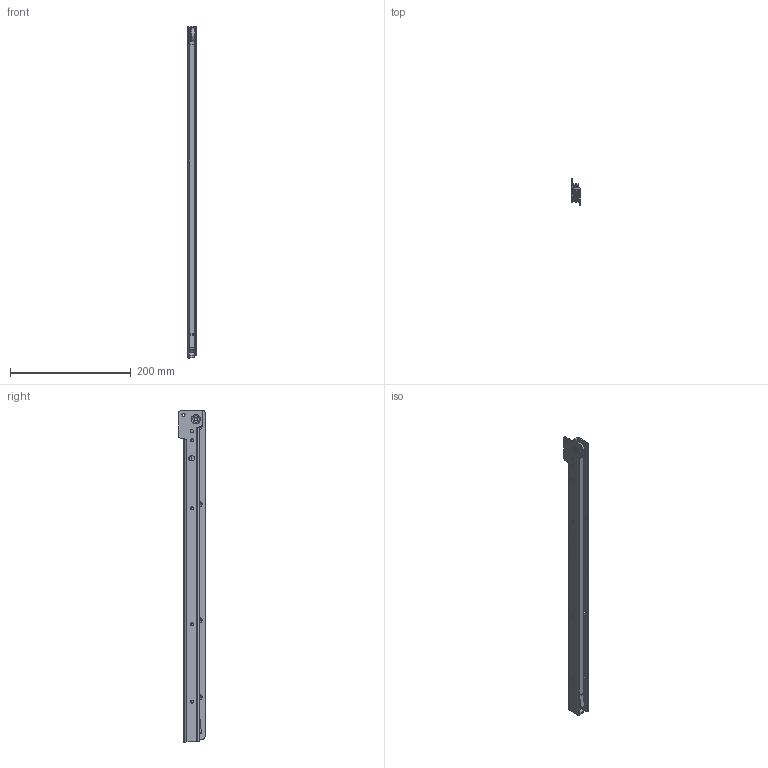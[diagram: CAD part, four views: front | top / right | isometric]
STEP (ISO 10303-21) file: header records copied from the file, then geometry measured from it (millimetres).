
FILE_DESCRIPTION (( 'STEP AP214' ), '1' );
FILE_NAME ('CS# 1051.550-GA.0000.li_closed.STEP', '2023-03-06T14:56:21', ( '' ), ( '' ), 'SwSTEP 2.0', 'SolidWorks 2020', '' );
FILE_SCHEMA (( 'AUTOMOTIVE_DESIGN' ));
Length unit declared in the file: millimetre
Products named in the file (15): CS# 1051.XXX-03.0000.li_NL 550; CS# 2051.XXX-01.0000.li_NL  550 - FUL-166; FUL-166 Bolzen_vernietet Mat. 2,0; FUL-166 Kugellager; CS# 1051.XXX-03.0000.li_NL 550 - FUL-166; FUL-166 Innenring; CS# 1051.550-GA.0000.li_closed; FUL-066 Käfig; FUL-066 Außenring; FUL-066 Laufring; FUL-166_mit Nietbolzen unvernietet; kugel_›   3,175000    (1.8"); CS# 2051.XXX-01.0000.li_NL 550; FUL-166_mit Nietbolzen vernietet; FUL-166 Bolzen
Assembly tree (22 placements, depth 5):
  CS# 1051.550-GA.0000.li_closed
    CS# 2051.XXX-01.0000.li_NL  550 - FUL-166
      CS# 2051.XXX-01.0000.li_NL 550
      FUL-166_mit Nietbolzen unvernietet
        FUL-166 Kugellager
          FUL-166 Innenring
          FUL-066 Außenring
          FUL-066 Käfig
          kugel_›   3,175000    (1.8")  x7
        FUL-066 Laufring
        FUL-166 Bolzen
    CS# 1051.XXX-03.0000.li_NL 550 - FUL-166
      CS# 1051.XXX-03.0000.li_NL 550
      FUL-166_mit Nietbolzen vernietet
        FUL-166 Kugellager
          FUL-166 Innenring
          FUL-066 Außenring
          FUL-066 Käfig
          kugel_›   3,175000    (1.8")  x7
        FUL-066 Laufring
        FUL-166 Bolzen_vernietet Mat. 2,0
Bounding box: 15.1 x 43.15 x 550 mm (x, y, z)
Volume: 86561.8 mm3; surface area: 95518.2 mm2
Topology: 26 solids, 26 shells, 1353 faces, 3577 edges, 2312 vertices
Faces by surface type: plane 648, cylinder 242, bspline 155, cone 140, sphere 128, torus 40
Entity records: 55207 total; most frequent: CARTESIAN_POINT 21918, ORIENTED_EDGE 5934, DIRECTION 5036, EDGE_CURVE 2967, VERTEX_POINT 1915, AXIS2_PLACEMENT_3D 1720, LINE 1596, VECTOR 1596
